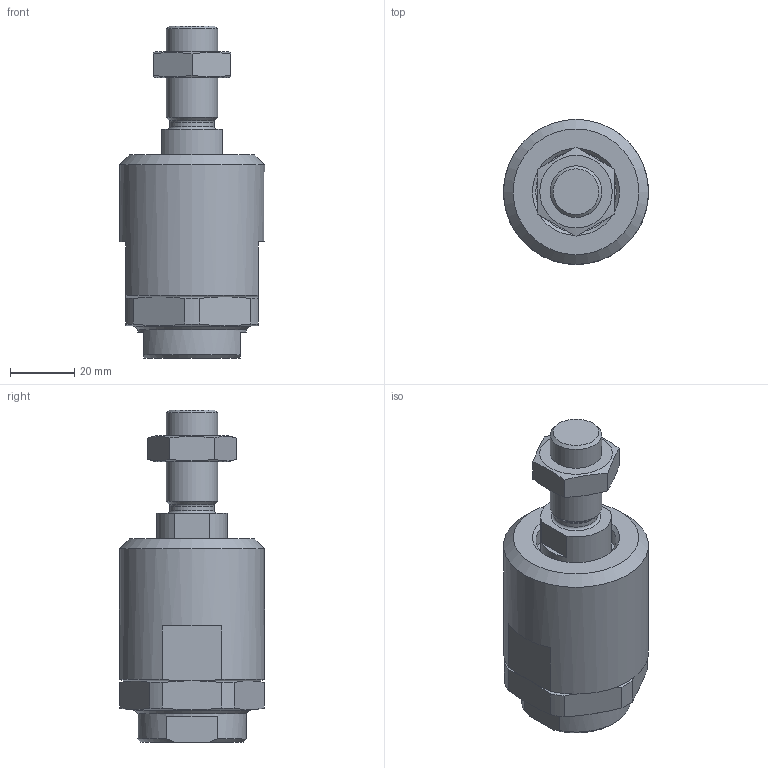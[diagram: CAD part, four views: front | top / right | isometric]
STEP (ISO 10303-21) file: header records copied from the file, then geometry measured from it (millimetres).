
FILE_DESCRIPTION(/* description */ ('STEP AP214'),/* implementation_level */ '2;1');
FILE_NAME(/* name */ '8170121_DARP-M16P-F',/* time_stamp */ '2024-08-14T15:19:08+02:00',/* author */ ('License CC BY-ND 4.0'),/* organization */ ('CADENAS'),/* preprocessor_version */ 'ST-DEVELOPER v19.3',/* originating_system */ 'PARTsolutions',/* authorisation */ ' ');
FILE_SCHEMA (('AUTOMOTIVE_DESIGN {1 0 10303 214 3 1 1}'));
Length unit declared in the file: millimetre
Products named in the file (3): 8170121 DARP-M16P-F---(high); 8170121 DARP-M16P-F---(highK); ISO 8675 M16x1.5 (F)
Assembly tree (2 placements, depth 2):
  8170121 DARP-M16P-F---(high)
    8170121 DARP-M16P-F---(highK)
    ISO 8675 M16x1.5 (F)
Bounding box: 45 x 45 x 103 mm (x, y, z)
Volume: 95916.3 mm3; surface area: 17474.6 mm2
Topology: 2 solids, 2 shells, 78 faces, 180 edges, 111 vertices
Faces by surface type: plane 35, cone 26, cylinder 15, torus 2
Full cylindrical faces by diameter (mm): 13.7 x1, 14.376 x2, 16 x1, 22 x1, 25 x1, 33.8 x1, 36 x1, 45 x1
Entity records: 2169 total; most frequent: CARTESIAN_POINT 483, DIRECTION 336, ORIENTED_EDGE 306, EDGE_CURVE 153, AXIS2_PLACEMENT_3D 146, EDGE_LOOP 106, FACE_BOUND 106, VERTEX_POINT 105
